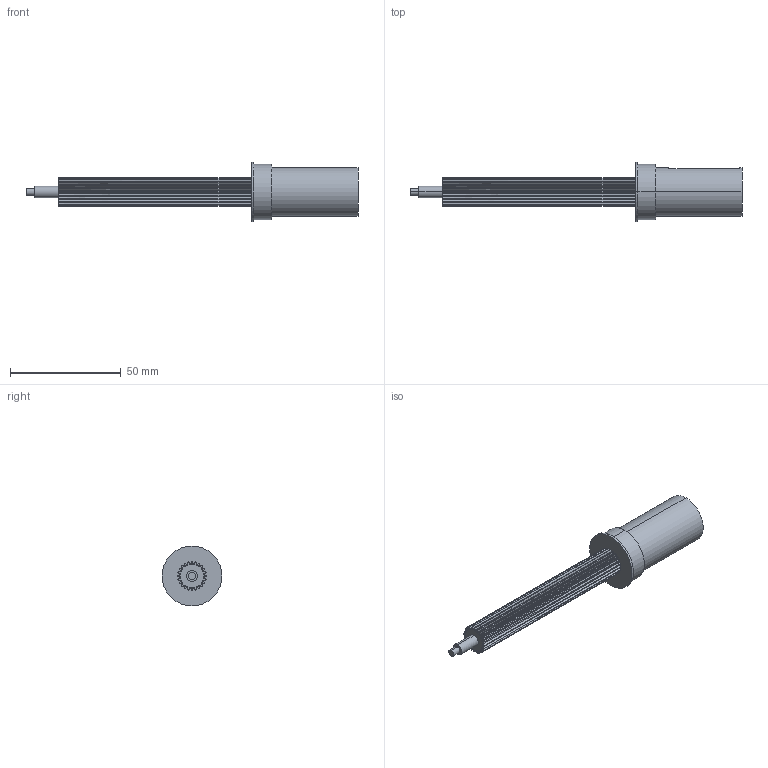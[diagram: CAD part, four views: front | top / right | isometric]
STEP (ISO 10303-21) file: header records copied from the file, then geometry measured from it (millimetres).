
FILE_DESCRIPTION (( 'STEP AP214' ), '1' );
FILE_NAME ('p1205_springGear_sdpsi_A_1C29MY05024_newpart.STEP', '2019-01-06T22:46:51', ( 'CAEN' ), ( 'University of Michigan' ), 'SwSTEP 2.0', 'SolidWorks 2018', '' );
FILE_SCHEMA (( 'AUTOMOTIVE_DESIGN' ));
Length unit declared in the file: millimetre
Products named in the file (1): p1205_springGear_sdpsi_A_1C29MY05024_newpart
Bounding box: 149.9 x 27 x 27 mm (x, y, z)
Volume: 28597.1 mm3; surface area: 11899.3 mm2
Topology: 1 solids, 2 shells, 209 faces, 598 edges, 397 vertices
Faces by surface type: cylinder 121, bspline 48, cone 27, plane 13
Entity records: 8788 total; most frequent: CARTESIAN_POINT 3459, ORIENTED_EDGE 1192, DIRECTION 1046, EDGE_CURVE 596, AXIS2_PLACEMENT_3D 432, VERTEX_POINT 397, CIRCLE 270, EDGE_LOOP 215
